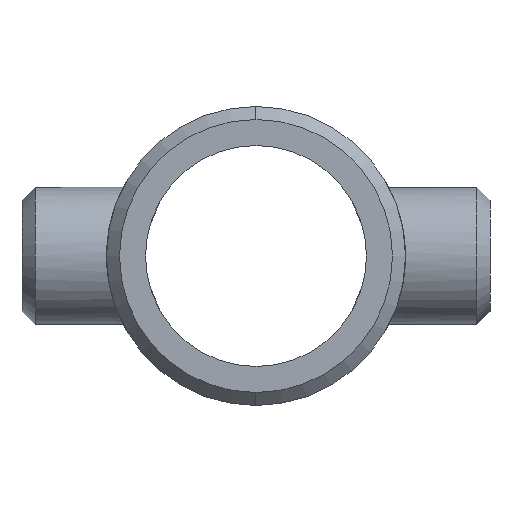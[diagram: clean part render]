
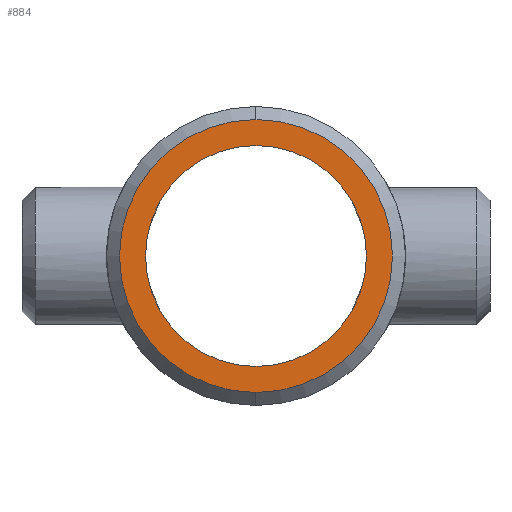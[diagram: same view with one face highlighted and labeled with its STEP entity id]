
A CAD part, left-side view. The second image highlights one B-rep face of the part: STEP entity #884.
In plain terms, the highlighted planar face has unit normal (-1, 0, 0).
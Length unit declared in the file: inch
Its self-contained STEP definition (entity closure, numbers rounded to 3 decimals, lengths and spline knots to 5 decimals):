
#29 = ORIENTED_EDGE ( 'NONE', *, *, #478, .T. ) ;
#31 = DIRECTION ( 'NONE',  ( 0., 0., 1. ) ) ;
#39 = DIRECTION ( 'NONE',  ( -1., 0., 0. ) ) ;
#107 = PLANE ( 'NONE',  #795 ) ;
#188 = ORIENTED_EDGE ( 'NONE', *, *, #1062, .T. ) ;
#200 = DIRECTION ( 'NONE',  ( -1., 0., 0. ) ) ;
#206 = DIRECTION ( 'NONE',  ( 0., 0., -1. ) ) ;
#212 = CARTESIAN_POINT ( 'NONE',  ( -3., 0., -1.0625 ) ) ;
#230 = DIRECTION ( 'NONE',  ( 1., 0., 0. ) ) ;
#242 = DIRECTION ( 'NONE',  ( -1., 0., 0. ) ) ;
#246 = ORIENTED_EDGE ( 'NONE', *, *, #250, .T. ) ;
#250 = EDGE_CURVE ( 'NONE', #471, #939, #989, .T. ) ;
#254 = CARTESIAN_POINT ( 'NONE',  ( -3., 0., 0. ) ) ;
#339 = CIRCLE ( 'NONE', #962, 1.0625 ) ;
#341 = EDGE_CURVE ( 'NONE', #983, #883, #868, .T. ) ;
#346 = EDGE_LOOP ( 'NONE', ( #246, #29 ) ) ;
#367 = AXIS2_PLACEMENT_3D ( 'NONE', #254, #230, #673 ) ;
#464 = DIRECTION ( 'NONE',  ( 1., 0., 0. ) ) ;
#470 = CARTESIAN_POINT ( 'NONE',  ( -3., 0., 1.3125 ) ) ;
#471 = VERTEX_POINT ( 'NONE', #776 ) ;
#478 = EDGE_CURVE ( 'NONE', #939, #471, #621, .T. ) ;
#557 = FACE_BOUND ( 'NONE', #729, .T. ) ;
#563 = AXIS2_PLACEMENT_3D ( 'NONE', #946, #242, #591 ) ;
#591 = DIRECTION ( 'NONE',  ( 0., 0., 1. ) ) ;
#621 = CIRCLE ( 'NONE', #563, 1.3125 ) ;
#628 = CARTESIAN_POINT ( 'NONE',  ( -3., 0., 0. ) ) ;
#649 = CARTESIAN_POINT ( 'NONE',  ( -3., 0., 0. ) ) ;
#673 = DIRECTION ( 'NONE',  ( 0., 0., 1. ) ) ;
#694 = AXIS2_PLACEMENT_3D ( 'NONE', #981, #39, #31 ) ;
#729 = EDGE_LOOP ( 'NONE', ( #891, #188 ) ) ;
#734 = FACE_OUTER_BOUND ( 'NONE', #346, .T. ) ;
#776 = CARTESIAN_POINT ( 'NONE',  ( -3., 0., -1.3125 ) ) ;
#795 = AXIS2_PLACEMENT_3D ( 'NONE', #649, #200, #206 ) ;
#868 = CIRCLE ( 'NONE', #367, 1.0625 ) ;
#883 = VERTEX_POINT ( 'NONE', #212 ) ;
#884 = ADVANCED_FACE ( 'NONE', ( #734, #557 ), #107, .T. ) ;
#891 = ORIENTED_EDGE ( 'NONE', *, *, #341, .T. ) ;
#939 = VERTEX_POINT ( 'NONE', #470 ) ;
#946 = CARTESIAN_POINT ( 'NONE',  ( -3., 0., 0. ) ) ;
#962 = AXIS2_PLACEMENT_3D ( 'NONE', #628, #464, #986 ) ;
#981 = CARTESIAN_POINT ( 'NONE',  ( -3., 0., 0. ) ) ;
#983 = VERTEX_POINT ( 'NONE', #1054 ) ;
#986 = DIRECTION ( 'NONE',  ( 0., 0., 1. ) ) ;
#989 = CIRCLE ( 'NONE', #694, 1.3125 ) ;
#1054 = CARTESIAN_POINT ( 'NONE',  ( -3., 0., 1.0625 ) ) ;
#1062 = EDGE_CURVE ( 'NONE', #883, #983, #339, .T. ) ;
